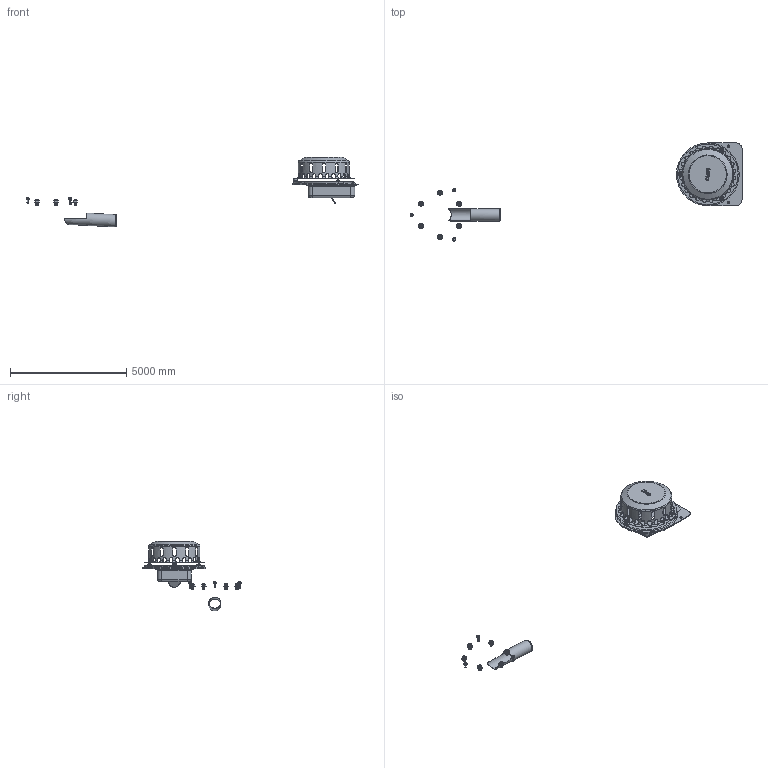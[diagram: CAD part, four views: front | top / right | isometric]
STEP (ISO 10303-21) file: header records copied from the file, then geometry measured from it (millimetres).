
FILE_DESCRIPTION(/* description */ (''),/* implementation_level */ '2;1');
FILE_NAME(/* name */ '01390.050X_3D.stp',/* time_stamp */ '2024-12-11T13:28:29+01:00',/* author */ ('CAD'),/* organization */ (''),/* preprocessor_version */ 'ST-DEVELOPER v20',/* originating_system */ 'AutoCAD Mechanical',/* authorisation */ '');
FILE_SCHEMA (('AUTOMOTIVE_DESIGN { 1 0 10303 214 3 1 1 }'));
Length unit declared in the file: centimetre
Products named in the file (8): Product; *S0; *U2; *U1; *U4; *U3; *U6; *U5
Assembly tree (19 placements, depth 3):
  Product
    *S0
    *U2
      *U1  x6
    *U4
      *U3  x6
    *U6
      *U5  x3
Bounding box: 14270.61 x 4216.64 x 3002.47 mm (x, y, z)
Volume: 762682808.2 mm3; surface area: 67201449.5 mm2
Topology: 24 solids, 24 shells, 930 faces, 2375 edges, 1473 vertices
Faces by surface type: cone 310, plane 277, cylinder 218, torus 108, bspline 14, sphere 3
Full cylindrical faces by diameter (mm): 60 x3, 70 x12, 80 x21, 83.76 x6, 105 x2, 160 x12, 510 x1, 530 x1, 1220 x1, 1300 x1, 2180 x1, 2200 x1, 2600 x1, 2700 x1
Entity records: 28013 total; most frequent: CARTESIAN_POINT 10892, ORIENTED_EDGE 3598, DIRECTION 3544, EDGE_CURVE 1799, AXIS2_PLACEMENT_3D 1410, VERTEX_POINT 1134, EDGE_LOOP 785, LINE 724
